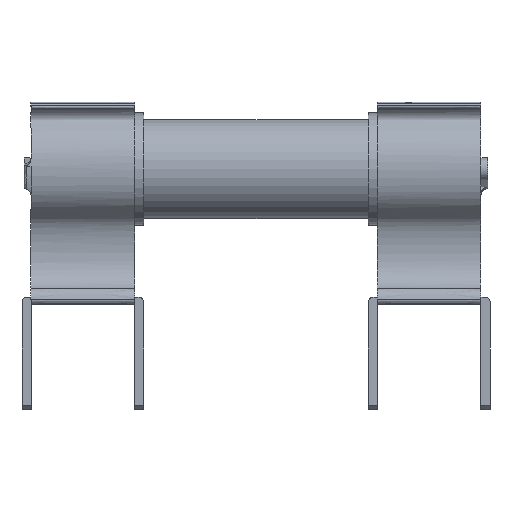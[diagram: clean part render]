
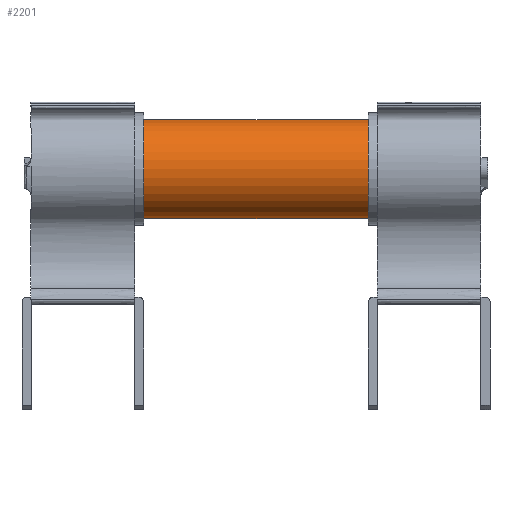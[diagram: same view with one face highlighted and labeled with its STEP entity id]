
A CAD part, front view. The second image highlights one B-rep face of the part: STEP entity #2201.
In plain terms, the highlighted cylindrical face has radius 2.2 mm (diameter 4.4 mm), a full revolution.
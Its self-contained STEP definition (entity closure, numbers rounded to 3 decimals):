
#44=CYLINDRICAL_SURFACE('',#2339,2.2);
#91=CIRCLE('',#2340,2.2);
#92=CIRCLE('',#2341,2.2);
#321=LINE('',#6640,#482);
#482=VECTOR('',#2744,2.2);
#600=FACE_OUTER_BOUND('',#723,.T.);
#723=EDGE_LOOP('',(#2043,#2044,#2045,#2046));
#1068=VERTEX_POINT('',#6637);
#1069=VERTEX_POINT('',#6639);
#1394=EDGE_CURVE('',#1068,#1068,#91,.T.);
#1395=EDGE_CURVE('',#1068,#1069,#321,.T.);
#1396=EDGE_CURVE('',#1069,#1069,#92,.T.);
#2043=ORIENTED_EDGE('',*,*,#1394,.F.);
#2044=ORIENTED_EDGE('',*,*,#1395,.T.);
#2045=ORIENTED_EDGE('',*,*,#1396,.T.);
#2046=ORIENTED_EDGE('',*,*,#1395,.F.);
#2201=ADVANCED_FACE('',(#600),#44,.T.);
#2339=AXIS2_PLACEMENT_3D('',#6636,#2740,#2741);
#2340=AXIS2_PLACEMENT_3D('',#6638,#2742,#2743);
#2341=AXIS2_PLACEMENT_3D('',#6641,#2745,#2746);
#2740=DIRECTION('center_axis',(1.,0.,0.));
#2741=DIRECTION('ref_axis',(0.,1.,0.));
#2742=DIRECTION('center_axis',(1.,0.,0.));
#2743=DIRECTION('ref_axis',(0.,1.,0.));
#2744=DIRECTION('',(-1.,0.,0.));
#2745=DIRECTION('center_axis',(1.,0.,0.));
#2746=DIRECTION('ref_axis',(0.,1.,0.));
#6636=CARTESIAN_POINT('Origin',(5.4,-0.005,6.));
#6637=CARTESIAN_POINT('',(15.4,-2.205,6.));
#6638=CARTESIAN_POINT('Origin',(15.4,-0.005,6.));
#6639=CARTESIAN_POINT('',(5.4,-2.205,6.));
#6640=CARTESIAN_POINT('',(5.4,-2.205,6.));
#6641=CARTESIAN_POINT('Origin',(5.4,-0.005,6.));
